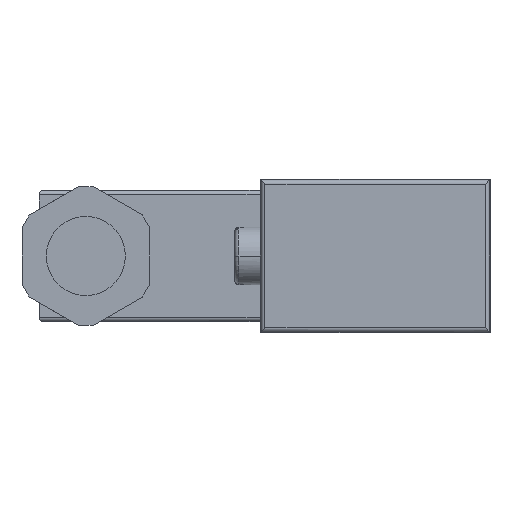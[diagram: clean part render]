
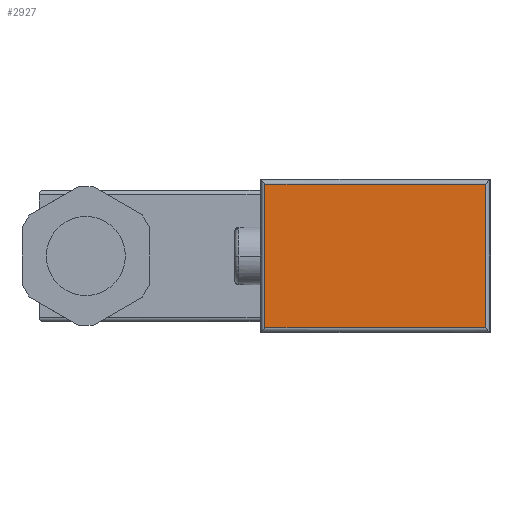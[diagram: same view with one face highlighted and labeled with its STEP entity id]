
A CAD part, left-side view. The second image highlights one B-rep face of the part: STEP entity #2927.
In plain terms, the highlighted planar face has unit normal (-1, 0, 0).
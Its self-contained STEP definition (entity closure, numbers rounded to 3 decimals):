
#33 = DIRECTION ( 'NONE',  ( 0., -1., 0. ) ) ;
#63 = DIRECTION ( 'NONE',  ( 0., 0., -1. ) ) ;
#99 = CARTESIAN_POINT ( 'NONE',  ( -22.7, 12.946, 8.446 ) ) ;
#211 = DIRECTION ( 'NONE',  ( 0., 0., 1. ) ) ;
#215 = DIRECTION ( 'NONE',  ( 0., 1., 0. ) ) ;
#236 = ORIENTED_EDGE ( 'NONE', *, *, #637, .T. ) ;
#301 = DIRECTION ( 'NONE',  ( 0., 0., 1. ) ) ;
#314 = VERTEX_POINT ( 'NONE', #455 ) ;
#318 = CARTESIAN_POINT ( 'NONE',  ( -22.7, 13.442, 8.446 ) ) ;
#429 = CARTESIAN_POINT ( 'NONE',  ( -22.7, -12.946, 8.942 ) ) ;
#455 = CARTESIAN_POINT ( 'NONE',  ( -22.7, -12.946, -8.446 ) ) ;
#478 = CARTESIAN_POINT ( 'NONE',  ( -22.7, 12.946, -8.446 ) ) ;
#637 = EDGE_CURVE ( 'NONE', #314, #1820, #3037, .T. ) ;
#641 = EDGE_CURVE ( 'NONE', #1820, #2535, #2952, .T. ) ;
#667 = EDGE_CURVE ( 'NONE', #2535, #2685, #2856, .T. ) ;
#693 = EDGE_CURVE ( 'NONE', #2685, #314, #998, .T. ) ;
#772 = CARTESIAN_POINT ( 'NONE',  ( -22.7, 12.946, -8.942 ) ) ;
#876 = ORIENTED_EDGE ( 'NONE', *, *, #693, .T. ) ;
#998 = LINE ( 'NONE', #1259, #3592 ) ;
#1043 = AXIS2_PLACEMENT_3D ( 'NONE', #1566, #2291, #211 ) ;
#1116 = VECTOR ( 'NONE', #301, 1000. ) ;
#1259 = CARTESIAN_POINT ( 'NONE',  ( -22.7, -13.442, -8.446 ) ) ;
#1566 = CARTESIAN_POINT ( 'NONE',  ( -22.7, 0., 0. ) ) ;
#1696 = CARTESIAN_POINT ( 'NONE',  ( -22.7, -12.946, 8.446 ) ) ;
#1766 = EDGE_LOOP ( 'NONE', ( #236, #1953, #3566, #876 ) ) ;
#1820 = VERTEX_POINT ( 'NONE', #1696 ) ;
#1856 = FACE_OUTER_BOUND ( 'NONE', #1766, .T. ) ;
#1934 = VECTOR ( 'NONE', #63, 1000. ) ;
#1953 = ORIENTED_EDGE ( 'NONE', *, *, #641, .T. ) ;
#2047 = VECTOR ( 'NONE', #215, 1000. ) ;
#2291 = DIRECTION ( 'NONE',  ( -1., 0., 0. ) ) ;
#2535 = VERTEX_POINT ( 'NONE', #99 ) ;
#2685 = VERTEX_POINT ( 'NONE', #478 ) ;
#2856 = LINE ( 'NONE', #772, #1934 ) ;
#2927 = ADVANCED_FACE ( 'NONE', ( #1856 ), #4194, .T. ) ;
#2952 = LINE ( 'NONE', #318, #2047 ) ;
#3037 = LINE ( 'NONE', #429, #1116 ) ;
#3566 = ORIENTED_EDGE ( 'NONE', *, *, #667, .T. ) ;
#3592 = VECTOR ( 'NONE', #33, 1000. ) ;
#4194 = PLANE ( 'NONE',  #1043 ) ;
